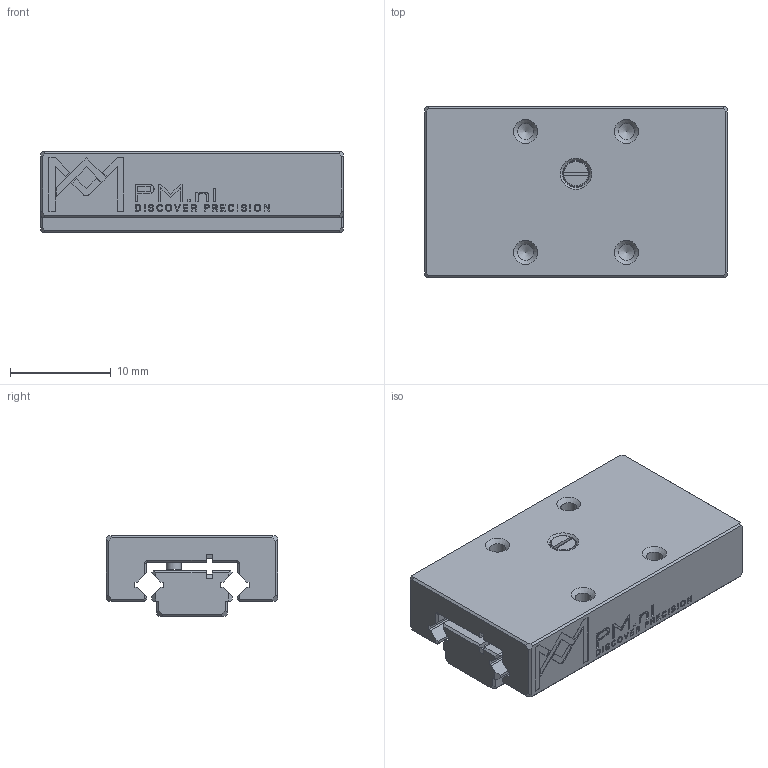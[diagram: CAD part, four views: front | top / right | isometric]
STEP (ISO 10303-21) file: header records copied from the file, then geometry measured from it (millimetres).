
FILE_DESCRIPTION(/* description */ (''),/* implementation_level */ '2;1');
FILE_NAME(/* name */ 'MSR 7-30.stp',/* time_stamp */ '2024-09-23T14:42:59+02:00',/* author */ (''),/* organization */ (''),/* preprocessor_version */ 'ST-DEVELOPER v16.7',/* originating_system */ 'SIEMENS PLM Software NX 12.0',/* authorisation */ '');
FILE_SCHEMA (('AUTOMOTIVE_DESIGN { 1 0 10303 214 3 1 1 1 }'));
Length unit declared in the file: millimetre
Products named in the file (1): 046070_A_14-Slide MSR 7-30 Assy_stp
Bounding box: 30 x 17 x 8 mm (x, y, z)
Volume: 2976.5 mm3; surface area: 2990 mm2
Topology: 3 solids, 3 shells, 1112 faces, 3082 edges, 2046 vertices
Faces by surface type: plane 890, bspline 180, cone 26, cylinder 16
Full cylindrical faces by diameter (mm): 1.5 x2, 1.6 x5, 2 x1, 2.5 x3, 2.7 x1, 4.5 x2
Entity records: 39780 total; most frequent: CARTESIAN_POINT 8709, ORIENTED_EDGE 6078, DIRECTION 4614, EDGE_CURVE 3039, LINE 2586, VECTOR 2586, VERTEX_POINT 2037, EDGE_LOOP 1218
